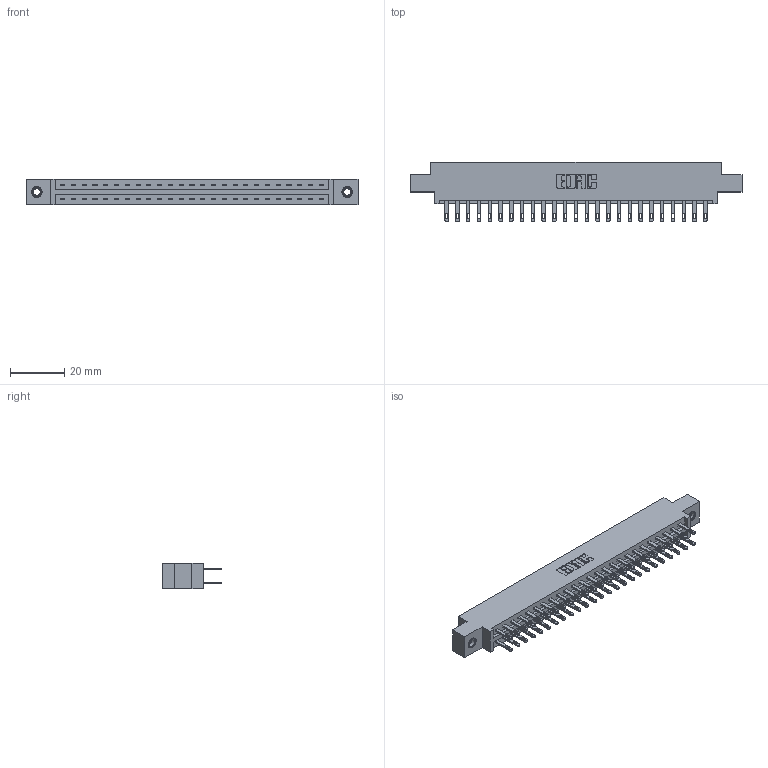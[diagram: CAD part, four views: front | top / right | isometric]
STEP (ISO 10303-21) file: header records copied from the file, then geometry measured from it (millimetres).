
FILE_DESCRIPTION (( 'STEP AP203' ), '1' );
FILE_NAME ('887-050-500-807.STEP', '2020-09-21T01:10:55', ( '' ), ( '' ), 'SwSTEP 2.0', 'SolidWorks 2020', '' );
FILE_SCHEMA (( 'CONFIG_CONTROL_DESIGN' ));
Length unit declared in the file: inch
Products named in the file (4): 887-050-500-807; 345-292-001_345-293-100; 345-250-001_345-250-005-103; 837 Part_0.170 Offset - 0.156 Dia-TI
Assembly tree (53 placements, depth 2):
  887-050-500-807
    837 Part_0.170 Offset - 0.156 Dia-TI
    345-292-001_345-293-100  x50
    345-250-001_345-250-005-103  x2
Bounding box: 122.07 x 21.85 x 9.4 mm (x, y, z)
Volume: 12660.4 mm3; surface area: 14846.1 mm2
Topology: 53 solids, 53 shells, 2678 faces, 8109 edges, 5398 vertices
Faces by surface type: plane 1706, cylinder 956, cone 12, torus 4
Entity records: 22830 total; most frequent: CARTESIAN_POINT 3841, ORIENTED_EDGE 3770, DIRECTION 3331, EDGE_CURVE 1885, VECTOR 1733, LINE 1733, VERTEX_POINT 1252, AXIS2_PLACEMENT_3D 799
